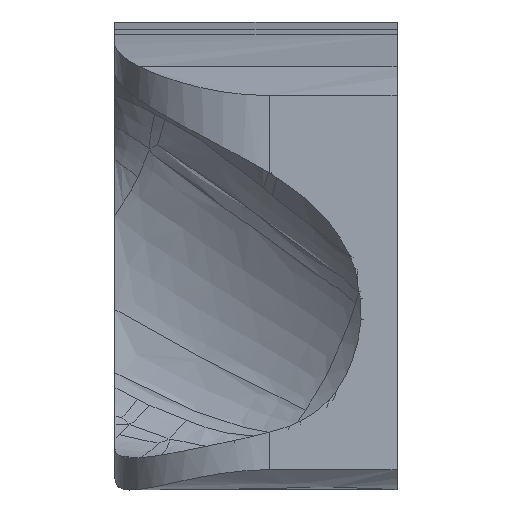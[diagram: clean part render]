
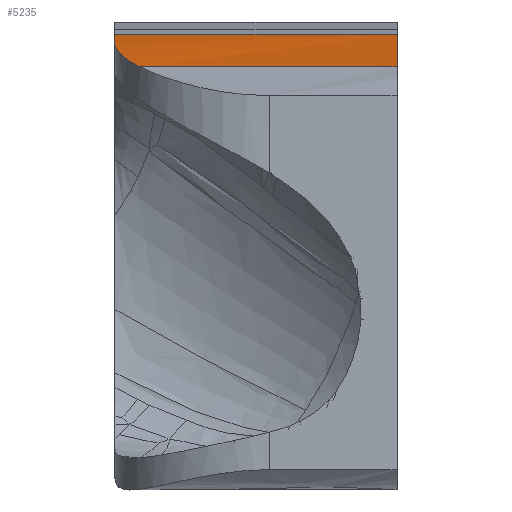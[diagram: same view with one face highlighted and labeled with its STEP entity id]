
A CAD part, left-side view. The second image highlights one B-rep face of the part: STEP entity #5235.
In plain terms, the highlighted free-form (B-spline) face has degree [3, 1] with [16, 2] control points.
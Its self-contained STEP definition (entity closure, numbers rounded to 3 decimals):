
#149=B_SPLINE_CURVE_WITH_KNOTS('',3,(#8890,#8891,#8892,#8893,#8894,#8895,
#8896,#8897),.UNSPECIFIED.,.F.,.F.,(4,2,2,4),(-1.66,-1.157,
-0.663,-0.647),.UNSPECIFIED.);
#224=B_SPLINE_CURVE_WITH_KNOTS('',3,(#14885,#14886,#14887,#14888,#14889,
#14890,#14891,#14892,#14893,#14894,#14895,#14896,#14897,#14898,#14899,#14900),
 .UNSPECIFIED.,.F.,.F.,(4,3,3,3,3,4),(-1.475,-1.235,
-1.023,-0.888,-0.228,0.),
 .UNSPECIFIED.);
#225=B_SPLINE_CURVE_WITH_KNOTS('',3,(#14903,#14904,#14905,#14906,#14907,
#14908,#14909),.UNSPECIFIED.,.F.,.F.,(4,3,4),(-0.629,-0.228,
0.),.UNSPECIFIED.);
#795=B_SPLINE_SURFACE_WITH_KNOTS('',3,1,((#14850,#14851),(#14852,#14853),
(#14854,#14855),(#14856,#14857),(#14858,#14859),(#14860,#14861),(#14862,
#14863),(#14864,#14865),(#14866,#14867),(#14868,#14869),(#14870,#14871),
(#14872,#14873),(#14874,#14875),(#14876,#14877),(#14878,#14879),(#14880,
#14881)),.UNSPECIFIED.,.F.,.F.,.F.,(4,3,3,3,3,4),(2,2),(-1.475,
-1.235,-1.023,-0.888,-0.228,
0.),(0.,3.1),.UNSPECIFIED.);
#1088=FACE_OUTER_BOUND('',#1372,.T.);
#1372=EDGE_LOOP('',(#3983,#3984,#3985,#3986,#3987));
#1604=LINE('',#14883,#1712);
#1605=LINE('',#14902,#1713);
#1712=VECTOR('',#5730,10.);
#1713=VECTOR('',#5731,10.);
#2021=VERTEX_POINT('',#8876);
#2022=VERTEX_POINT('',#8889);
#2093=VERTEX_POINT('',#14882);
#2094=VERTEX_POINT('',#14884);
#2095=VERTEX_POINT('',#14901);
#2730=EDGE_CURVE('',#2021,#2022,#149,.T.);
#2813=EDGE_CURVE('',#2093,#2021,#1604,.T.);
#2814=EDGE_CURVE('',#2093,#2094,#224,.T.);
#2815=EDGE_CURVE('',#2094,#2095,#1605,.T.);
#2816=EDGE_CURVE('',#2022,#2095,#225,.T.);
#3983=ORIENTED_EDGE('',*,*,#2730,.F.);
#3984=ORIENTED_EDGE('',*,*,#2813,.F.);
#3985=ORIENTED_EDGE('',*,*,#2814,.T.);
#3986=ORIENTED_EDGE('',*,*,#2815,.T.);
#3987=ORIENTED_EDGE('',*,*,#2816,.F.);
#5235=ADVANCED_FACE('',(#1088),#795,.T.);
#5730=DIRECTION('',(0.,1.,0.));
#5731=DIRECTION('',(0.,1.,0.));
#8876=CARTESIAN_POINT('',(-61.287,28.239,-23.63));
#8889=CARTESIAN_POINT('',(-52.,31.,-21.194));
#8890=CARTESIAN_POINT('Ctrl Pts',(-61.287,28.239,-23.63));
#8891=CARTESIAN_POINT('Ctrl Pts',(-59.926,29.126,-23.187));
#8892=CARTESIAN_POINT('Ctrl Pts',(-58.445,29.815,-22.756));
#8893=CARTESIAN_POINT('Ctrl Pts',(-55.357,30.742,-21.941));
#8894=CARTESIAN_POINT('Ctrl Pts',(-53.767,30.984,-21.569));
#8895=CARTESIAN_POINT('Ctrl Pts',(-52.106,31.,-21.217));
#8896=CARTESIAN_POINT('Ctrl Pts',(-52.053,31.,-21.205));
#8897=CARTESIAN_POINT('Ctrl Pts',(-52.,31.,-21.194));
#14850=CARTESIAN_POINT('Ctrl Pts',(-61.287,0.,-23.63));
#14851=CARTESIAN_POINT('Ctrl Pts',(-61.287,31.,-23.63));
#14852=CARTESIAN_POINT('Ctrl Pts',(-60.451,0.,-23.358));
#14853=CARTESIAN_POINT('Ctrl Pts',(-60.451,31.,-23.358));
#14854=CARTESIAN_POINT('Ctrl Pts',(-59.697,0.,-23.129));
#14855=CARTESIAN_POINT('Ctrl Pts',(-59.697,31.,-23.129));
#14856=CARTESIAN_POINT('Ctrl Pts',(-58.869,0.,-22.891));
#14857=CARTESIAN_POINT('Ctrl Pts',(-58.869,31.,-22.891));
#14858=CARTESIAN_POINT('Ctrl Pts',(-58.137,0.,-22.681));
#14859=CARTESIAN_POINT('Ctrl Pts',(-58.137,31.,-22.681));
#14860=CARTESIAN_POINT('Ctrl Pts',(-57.252,0.,-22.437));
#14861=CARTESIAN_POINT('Ctrl Pts',(-57.252,31.,-22.437));
#14862=CARTESIAN_POINT('Ctrl Pts',(-56.417,0.,-22.222));
#14863=CARTESIAN_POINT('Ctrl Pts',(-56.417,31.,-22.222));
#14864=CARTESIAN_POINT('Ctrl Pts',(-55.886,0.,-22.085));
#14865=CARTESIAN_POINT('Ctrl Pts',(-55.886,31.,-22.085));
#14866=CARTESIAN_POINT('Ctrl Pts',(-55.368,0.,-21.958));
#14867=CARTESIAN_POINT('Ctrl Pts',(-55.368,31.,-21.958));
#14868=CARTESIAN_POINT('Ctrl Pts',(-54.863,0.,-21.837));
#14869=CARTESIAN_POINT('Ctrl Pts',(-54.863,31.,-21.837));
#14870=CARTESIAN_POINT('Ctrl Pts',(-52.383,0.,-21.244));
#14871=CARTESIAN_POINT('Ctrl Pts',(-52.383,31.,-21.244));
#14872=CARTESIAN_POINT('Ctrl Pts',(-50.024,0.,-20.779));
#14873=CARTESIAN_POINT('Ctrl Pts',(-50.024,31.,-20.779));
#14874=CARTESIAN_POINT('Ctrl Pts',(-47.892,0.,-20.398));
#14875=CARTESIAN_POINT('Ctrl Pts',(-47.892,31.,-20.398));
#14876=CARTESIAN_POINT('Ctrl Pts',(-47.155,0.,-20.267));
#14877=CARTESIAN_POINT('Ctrl Pts',(-47.155,31.,-20.267));
#14878=CARTESIAN_POINT('Ctrl Pts',(-46.572,0.,-20.168));
#14879=CARTESIAN_POINT('Ctrl Pts',(-46.572,31.,-20.168));
#14880=CARTESIAN_POINT('Ctrl Pts',(-45.814,0.,-20.043));
#14881=CARTESIAN_POINT('Ctrl Pts',(-45.814,31.,-20.043));
#14882=CARTESIAN_POINT('',(-61.287,0.,-23.63));
#14883=CARTESIAN_POINT('',(-61.287,0.,-23.63));
#14884=CARTESIAN_POINT('',(-45.814,0.,-20.043));
#14885=CARTESIAN_POINT('Ctrl Pts',(-61.287,0.,-23.63));
#14886=CARTESIAN_POINT('Ctrl Pts',(-60.451,0.,-23.358));
#14887=CARTESIAN_POINT('Ctrl Pts',(-59.697,0.,-23.129));
#14888=CARTESIAN_POINT('Ctrl Pts',(-58.869,0.,-22.891));
#14889=CARTESIAN_POINT('Ctrl Pts',(-58.137,0.,-22.681));
#14890=CARTESIAN_POINT('Ctrl Pts',(-57.252,0.,-22.437));
#14891=CARTESIAN_POINT('Ctrl Pts',(-56.417,0.,-22.222));
#14892=CARTESIAN_POINT('Ctrl Pts',(-55.886,0.,-22.085));
#14893=CARTESIAN_POINT('Ctrl Pts',(-55.368,0.,-21.958));
#14894=CARTESIAN_POINT('Ctrl Pts',(-54.863,0.,-21.837));
#14895=CARTESIAN_POINT('Ctrl Pts',(-52.383,0.,-21.244));
#14896=CARTESIAN_POINT('Ctrl Pts',(-50.024,0.,-20.779));
#14897=CARTESIAN_POINT('Ctrl Pts',(-47.892,0.,-20.398));
#14898=CARTESIAN_POINT('Ctrl Pts',(-47.155,0.,-20.267));
#14899=CARTESIAN_POINT('Ctrl Pts',(-46.572,0.,-20.168));
#14900=CARTESIAN_POINT('Ctrl Pts',(-45.814,0.,-20.043));
#14901=CARTESIAN_POINT('',(-45.814,31.,-20.043));
#14902=CARTESIAN_POINT('',(-45.814,0.,-20.043));
#14903=CARTESIAN_POINT('Ctrl Pts',(-52.,31.,-21.194));
#14904=CARTESIAN_POINT('Ctrl Pts',(-50.563,31.,-20.891));
#14905=CARTESIAN_POINT('Ctrl Pts',(-49.186,31.,-20.629));
#14906=CARTESIAN_POINT('Ctrl Pts',(-47.892,31.,-20.398));
#14907=CARTESIAN_POINT('Ctrl Pts',(-47.155,31.,-20.267));
#14908=CARTESIAN_POINT('Ctrl Pts',(-46.572,31.,-20.168));
#14909=CARTESIAN_POINT('Ctrl Pts',(-45.814,31.,-20.043));
